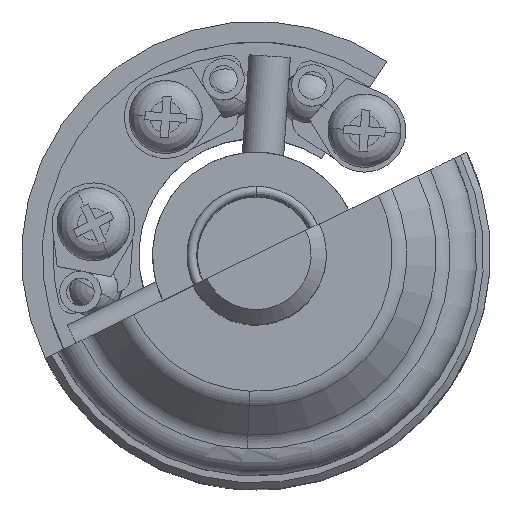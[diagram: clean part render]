
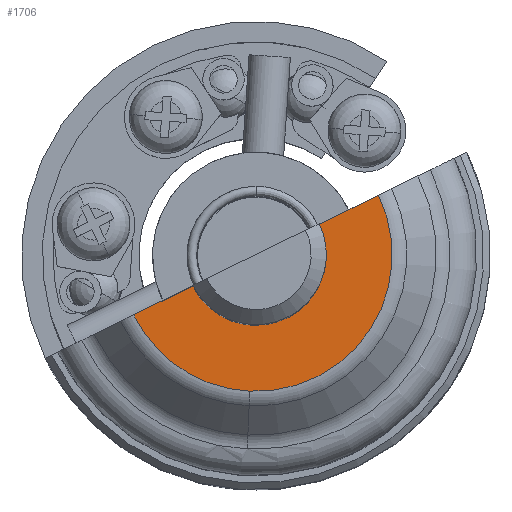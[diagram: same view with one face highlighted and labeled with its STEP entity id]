
A CAD part, top view. The second image highlights one B-rep face of the part: STEP entity #1706.
In plain terms, the highlighted planar face has unit normal (0, 0, 1).
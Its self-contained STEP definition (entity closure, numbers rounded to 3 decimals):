
#1622=CARTESIAN_POINT('Axis2P3D Location',(0.,0.,35.)) ;
#1626=CARTESIAN_POINT('Vertex',(-2.301,-4.212,35.)) ;
#1628=CARTESIAN_POINT('Vertex',(-4.8,0.,35.)) ;
#1648=CARTESIAN_POINT('Axis2P3D Location',(0.,0.,35.)) ;
#1652=CARTESIAN_POINT('Vertex',(4.8,0.,35.)) ;
#1667=CARTESIAN_POINT('Axis2P3D Location',(0.,10.5,35.)) ;
#1672=CARTESIAN_POINT('Line Origine',(7.339,0.,35.)) ;
#1676=CARTESIAN_POINT('Vertex',(9.879,0.,35.)) ;
#1679=CARTESIAN_POINT('Line Origine',(-7.339,0.,35.)) ;
#1683=CARTESIAN_POINT('Vertex',(-9.879,0.,35.)) ;
#1686=CARTESIAN_POINT('Axis2P3D Location',(0.,0.,35.)) ;
#1690=CARTESIAN_POINT('Vertex',(-4.736,-8.669,35.)) ;
#1693=CARTESIAN_POINT('Axis2P3D Location',(0.,0.,35.)) ;
#1623=DIRECTION('Axis2P3D Direction',(0.,0.,-1.)) ;
#1649=DIRECTION('Axis2P3D Direction',(0.,0.,-1.)) ;
#1668=DIRECTION('Axis2P3D Direction',(0.,0.,-1.)) ;
#1669=DIRECTION('Axis2P3D XDirection',(1.,0.,0.)) ;
#1673=DIRECTION('Vector Direction',(1.,0.,0.)) ;
#1680=DIRECTION('Vector Direction',(1.,0.,0.)) ;
#1687=DIRECTION('Axis2P3D Direction',(0.,0.,-1.)) ;
#1694=DIRECTION('Axis2P3D Direction',(0.,0.,-1.)) ;
#1624=AXIS2_PLACEMENT_3D('Circle Axis2P3D',#1622,#1623,$) ;
#1650=AXIS2_PLACEMENT_3D('Circle Axis2P3D',#1648,#1649,$) ;
#1670=AXIS2_PLACEMENT_3D('Plane Axis2P3D',#1667,#1668,#1669) ;
#1688=AXIS2_PLACEMENT_3D('Circle Axis2P3D',#1686,#1687,$) ;
#1695=AXIS2_PLACEMENT_3D('Circle Axis2P3D',#1693,#1694,$) ;
#1699=ORIENTED_EDGE('',*,*,#1678,.F.) ;
#1700=ORIENTED_EDGE('',*,*,#1654,.T.) ;
#1701=ORIENTED_EDGE('',*,*,#1630,.T.) ;
#1702=ORIENTED_EDGE('',*,*,#1685,.F.) ;
#1703=ORIENTED_EDGE('',*,*,#1692,.F.) ;
#1704=ORIENTED_EDGE('',*,*,#1697,.F.) ;
#1674=VECTOR('Line Direction',#1673,1.) ;
#1681=VECTOR('Line Direction',#1680,1.) ;
#1706=ADVANCED_FACE('10pin bracket',(#1705),#1671,.F.) ;
#1625=CIRCLE('generated circle',#1624,4.8) ;
#1651=CIRCLE('generated circle',#1650,4.8) ;
#1689=CIRCLE('generated circle',#1688,9.879) ;
#1696=CIRCLE('generated circle',#1695,9.879) ;
#1630=EDGE_CURVE('',#1627,#1629,#1625,.T.) ;
#1654=EDGE_CURVE('',#1653,#1627,#1651,.T.) ;
#1678=EDGE_CURVE('',#1653,#1677,#1675,.T.) ;
#1685=EDGE_CURVE('',#1684,#1629,#1682,.T.) ;
#1692=EDGE_CURVE('',#1691,#1684,#1689,.T.) ;
#1697=EDGE_CURVE('',#1677,#1691,#1696,.T.) ;
#1698=EDGE_LOOP('',(#1699,#1700,#1701,#1702,#1703,#1704)) ;
#1705=FACE_OUTER_BOUND('',#1698,.T.) ;
#1675=LINE('Line',#1672,#1674) ;
#1682=LINE('Line',#1679,#1681) ;
#1671=PLANE('',#1670) ;
#1627=VERTEX_POINT('',#1626) ;
#1629=VERTEX_POINT('',#1628) ;
#1653=VERTEX_POINT('',#1652) ;
#1677=VERTEX_POINT('',#1676) ;
#1684=VERTEX_POINT('',#1683) ;
#1691=VERTEX_POINT('',#1690) ;
